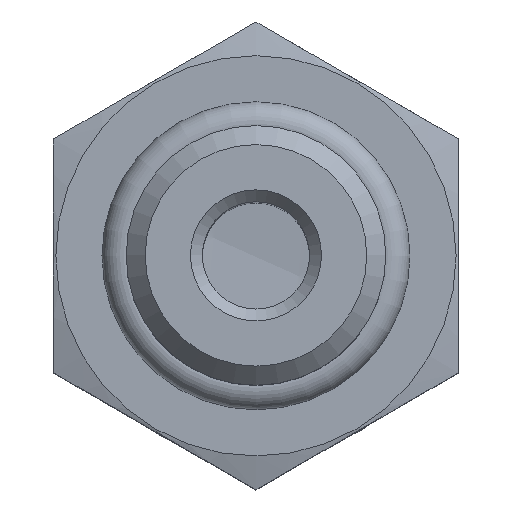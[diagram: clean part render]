
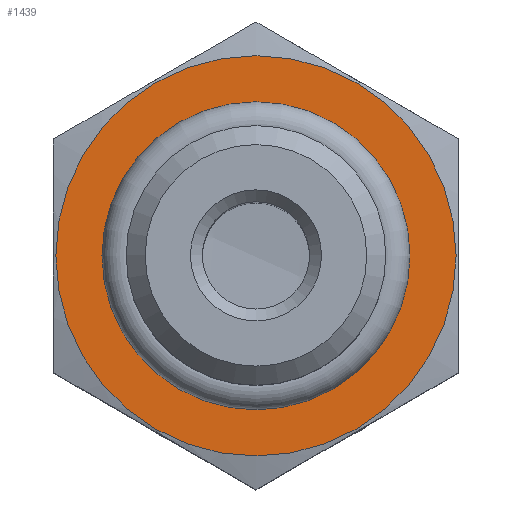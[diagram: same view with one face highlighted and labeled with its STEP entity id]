
A CAD part, top view. The second image highlights one B-rep face of the part: STEP entity #1439.
In plain terms, the highlighted planar face has unit normal (0, 0, 1).
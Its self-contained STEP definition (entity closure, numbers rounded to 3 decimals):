
#1204=CARTESIAN_POINT('',(8.4,0.,18.));
#1205=VERTEX_POINT('',#1204);
#1206=CARTESIAN_POINT('',(0.,0.,18.));
#1207=DIRECTION('',(0.0,0.0,1.0));
#1208=DIRECTION('',(-1.0,0.0,0.0));
#1209=AXIS2_PLACEMENT_3D('',#1206,#1207,#1208);
#1210=CIRCLE('',#1209,8.4);
#1211=EDGE_CURVE('',#1205,#1205,#1210,.T.);
#1385=CARTESIAN_POINT('',(5.125,0.,18.));
#1386=VERTEX_POINT('',#1385);
#1387=CARTESIAN_POINT('',(0.,0.,18.));
#1388=DIRECTION('',(0.0,0.0,1.0));
#1389=DIRECTION('',(-1.0,0.0,0.0));
#1390=AXIS2_PLACEMENT_3D('',#1387,#1388,#1389);
#1391=CIRCLE('',#1390,5.125);
#1392=EDGE_CURVE('',#1386,#1386,#1391,.T.);
#1428=CARTESIAN_POINT('',(0.,0.,18.));
#1429=DIRECTION('',(0.0,0.0,1.0));
#1430=DIRECTION('',(1.0,0.0,0.0));
#1431=AXIS2_PLACEMENT_3D('',#1428,#1429,#1430);
#1432=PLANE('',#1431);
#1433=ORIENTED_EDGE('',*,*,#1211,.T.);
#1434=EDGE_LOOP('',(#1433));
#1435=FACE_OUTER_BOUND('',#1434,.T.);
#1436=ORIENTED_EDGE('',*,*,#1392,.F.);
#1437=EDGE_LOOP('',(#1436));
#1438=FACE_BOUND('',#1437,.T.);
#1439=ADVANCED_FACE('',(#1435,#1438),#1432,.T.);
